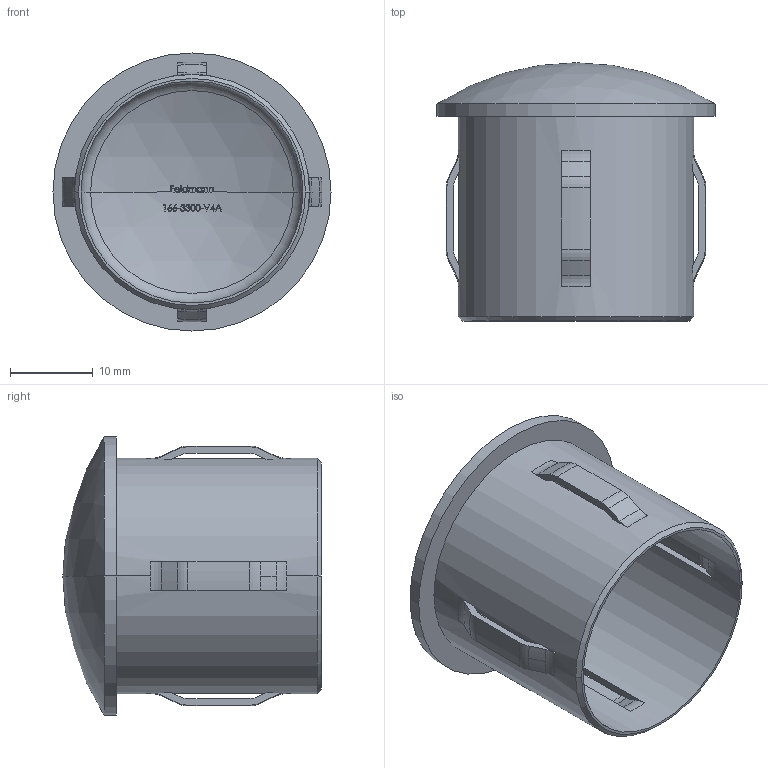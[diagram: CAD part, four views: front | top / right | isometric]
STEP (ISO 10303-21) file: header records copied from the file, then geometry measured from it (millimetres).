
FILE_DESCRIPTION (( 'STEP AP203' ), '1' );
FILE_NAME ('166-3300-V4A.STEP', '2018-12-06T08:53:46', ( '' ), ( '' ), 'SwSTEP 2.0', 'SolidWorks 2015', '' );
FILE_SCHEMA (( 'CONFIG_CONTROL_DESIGN' ));
Length unit declared in the file: millimetre
Products named in the file (1): 166-3300-V4A
Bounding box: 33.7 x 31.3 x 33.7 mm (x, y, z)
Volume: 3486.3 mm3; surface area: 6755.8 mm2
Topology: 1 solids, 1 shells, 363 faces, 1010 edges, 660 vertices
Faces by surface type: plane 129, bspline 112, sphere 42, torus 42, cone 22, cylinder 16
Entity records: 16577 total; most frequent: CARTESIAN_POINT 7837, ORIENTED_EDGE 2020, DIRECTION 1539, EDGE_CURVE 1010, VERTEX_POINT 660, AXIS2_PLACEMENT_3D 625, EDGE_LOOP 390, CIRCLE 373
